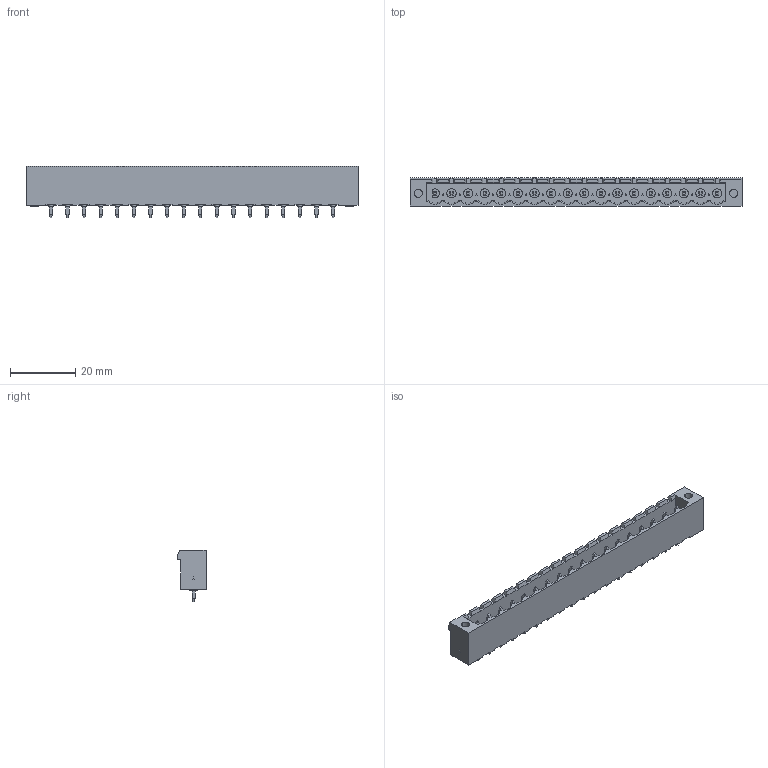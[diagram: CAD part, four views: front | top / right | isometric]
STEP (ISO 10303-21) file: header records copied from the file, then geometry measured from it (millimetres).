
FILE_DESCRIPTION((''),'2;1');
FILE_NAME('PHOENIX_1777235.stp','2015-11-16T11:08:36',(''),(''),'Mechanical Desktop 2011','Mechanical Desktop 2011',', , ');
FILE_SCHEMA(('AUTOMOTIVE_DESIGN { 1 2 10303 214 1 1 1 1 }'));
Length unit declared in the file: millimetre
Products named in the file (1): Product
Bounding box: 101.6 x 8.6 x 15.9 mm (x, y, z)
Volume: 5309.3 mm3; surface area: 7283 mm2
Topology: 37 solids, 37 shells, 1148 faces, 2619 edges, 1626 vertices
Faces by surface type: plane 718, bspline 181, cylinder 141, sphere 72, cone 36
Entity records: 31705 total; most frequent: CARTESIAN_POINT 6009, ORIENTED_EDGE 5238, DIRECTION 5125, EDGE_CURVE 2619, VECTOR 1977, LINE 1977, VERTEX_POINT 1626, AXIS2_PLACEMENT_3D 1574
